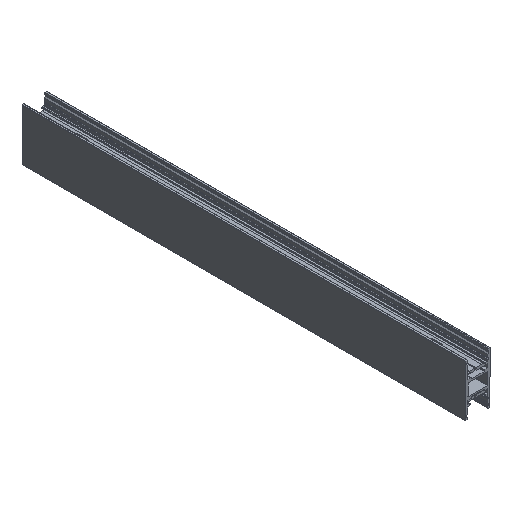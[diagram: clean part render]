
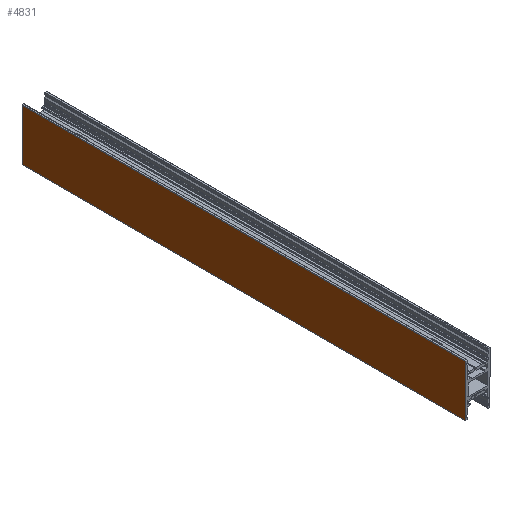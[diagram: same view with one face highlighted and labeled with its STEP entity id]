
A CAD part, isometric view. The second image highlights one B-rep face of the part: STEP entity #4831.
In plain terms, the highlighted planar face has unit normal (-1, 0, 0).
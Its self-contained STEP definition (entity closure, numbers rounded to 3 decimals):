
#394=FACE_OUTER_BOUND('',#635,.T.);
#635=EDGE_LOOP('',(#3472,#3473,#3474,#3475));
#850=LINE('',#6995,#1362);
#984=LINE('',#7406,#1496);
#985=LINE('',#7409,#1497);
#986=LINE('',#7410,#1498);
#1362=VECTOR('',#5615,10.);
#1496=VECTOR('',#6035,10.);
#1497=VECTOR('',#6038,10.);
#1498=VECTOR('',#6039,10.);
#1908=VERTEX_POINT('',#6992);
#1909=VERTEX_POINT('',#6994);
#2043=VERTEX_POINT('',#7404);
#2044=VERTEX_POINT('',#7408);
#2388=EDGE_CURVE('',#1908,#1909,#850,.T.);
#2594=EDGE_CURVE('',#1908,#2043,#984,.T.);
#2595=EDGE_CURVE('',#2044,#2043,#985,.T.);
#2596=EDGE_CURVE('',#1909,#2044,#986,.T.);
#3472=ORIENTED_EDGE('',*,*,#2594,.T.);
#3473=ORIENTED_EDGE('',*,*,#2595,.F.);
#3474=ORIENTED_EDGE('',*,*,#2596,.F.);
#3475=ORIENTED_EDGE('',*,*,#2388,.F.);
#4406=PLANE('',#5209);
#4831=ADVANCED_FACE('',(#394),#4406,.T.);
#5209=AXIS2_PLACEMENT_3D('',#7407,#6036,#6037);
#5615=DIRECTION('',(0.,0.,-1.));
#6035=DIRECTION('',(0.,1.,0.));
#6036=DIRECTION('center_axis',(-1.,0.,0.));
#6037=DIRECTION('ref_axis',(0.,0.,1.));
#6038=DIRECTION('',(0.,0.,1.));
#6039=DIRECTION('',(0.,1.,0.));
#6992=CARTESIAN_POINT('',(-8.25,-150.,17.3));
#6994=CARTESIAN_POINT('',(-8.25,-150.,-17.3));
#6995=CARTESIAN_POINT('',(-8.25,-150.,-17.3));
#7404=CARTESIAN_POINT('',(-8.25,150.,17.3));
#7406=CARTESIAN_POINT('',(-8.25,0.,17.3));
#7407=CARTESIAN_POINT('Origin',(-8.25,0.,-17.3));
#7408=CARTESIAN_POINT('',(-8.25,150.,-17.3));
#7409=CARTESIAN_POINT('',(-8.25,150.,-17.3));
#7410=CARTESIAN_POINT('',(-8.25,0.,-17.3));
